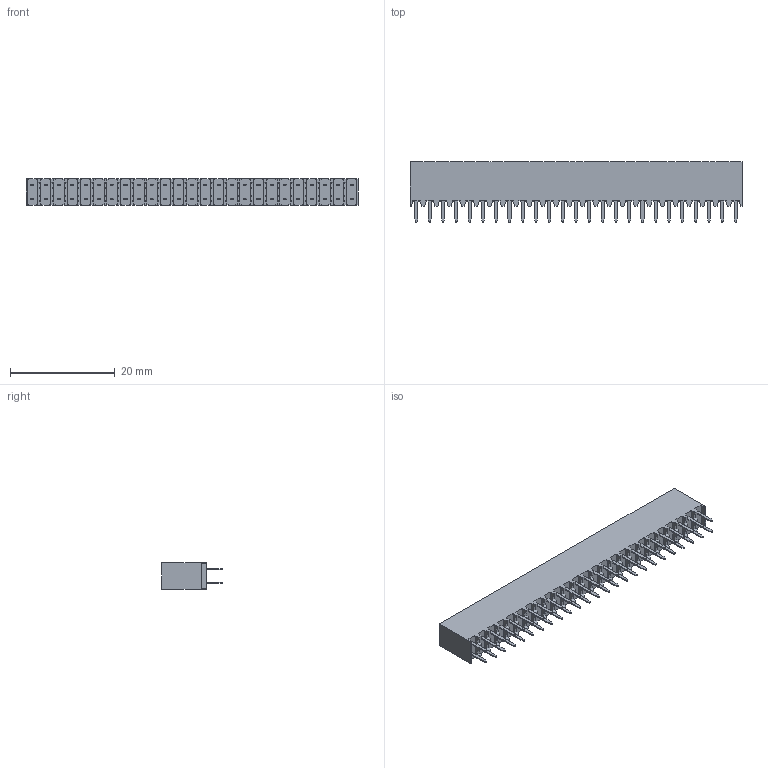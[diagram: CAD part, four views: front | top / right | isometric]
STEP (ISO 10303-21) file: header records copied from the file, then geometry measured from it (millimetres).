
FILE_DESCRIPTION((''),'2;1');
FILE_NAME('87606-Y25_SW0001','2009-09-29T',('sspandia'),('FCI - ELX Division'),'PRO/ENGINEER BY PARAMETRIC TECHNOLOGY CORPORATION, 2008010','PRO/ENGINEER BY PARAMETRIC TECHNOLOGY CORPORATION, 2008010','');
FILE_SCHEMA(('CONFIG_CONTROL_DESIGN'));
Length unit declared in the file: millimetre
Products named in the file (1): 87606-Y25_SW0001
Bounding box: 63.42 x 11.56 x 5.08 mm (x, y, z)
Volume: 2425 mm3; surface area: 2371.7 mm2
Topology: 1 solids, 1 shells, 1298 faces, 3288 edges, 2092 vertices
Faces by surface type: plane 1248, cylinder 50
Entity records: 37930 total; most frequent: CARTESIAN_POINT 6678, ORIENTED_EDGE 6576, DIRECTION 5984, EDGE_CURVE 3288, VECTOR 3188, LINE 3188, VERTEX_POINT 2092, AXIS2_PLACEMENT_3D 1398
